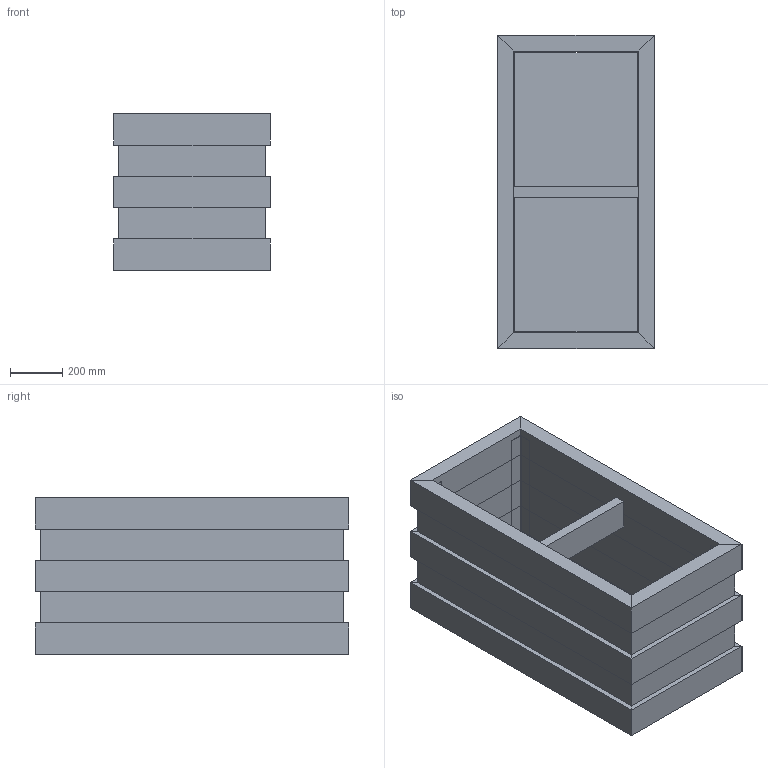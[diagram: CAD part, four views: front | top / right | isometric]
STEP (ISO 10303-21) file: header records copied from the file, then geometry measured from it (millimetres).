
FILE_DESCRIPTION(/* description */ (''),/* implementation_level */ '2;1');
FILE_NAME(/* name */ 'BB Madrid 120x60x60 3D.stp',/* time_stamp */ '2021-10-08T13:13:36+02:00',/* author */ ('vital'),/* organization */ (''),/* preprocessor_version */ 'ST-DEVELOPER v18.1',/* originating_system */ 'Autodesk Inventor 2022',/* authorisation */ '');
FILE_SCHEMA (('AUTOMOTIVE_DESIGN { 1 0 10303 214 3 1 1 }'));
Length unit declared in the file: millimetre
Products named in the file (1): BB Madrid 120x60x60 3D
Bounding box: 600 x 1200 x 600 mm (x, y, z)
Volume: 118918797.5 mm3; surface area: 8183737.1 mm2
Topology: 31 solids, 31 shells, 214 faces, 424 edges, 272 vertices
Faces by surface type: plane 206, cylinder 8
Entity records: 5629 total; most frequent: CARTESIAN_POINT 911, DIRECTION 870, ORIENTED_EDGE 848, EDGE_CURVE 424, LINE 408, VECTOR 408, VERTEX_POINT 272, STYLED_ITEM 245
